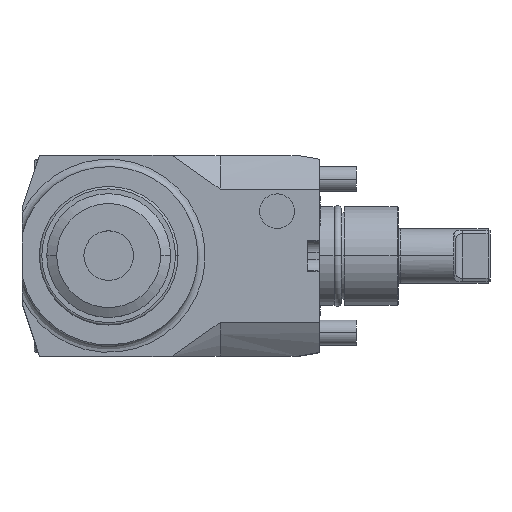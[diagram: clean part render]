
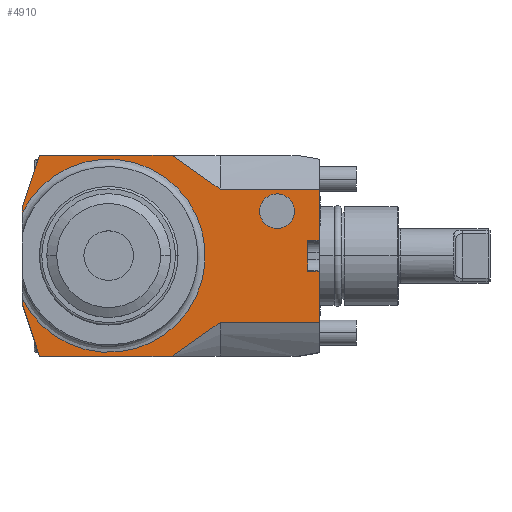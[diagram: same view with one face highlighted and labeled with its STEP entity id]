
A CAD part, top view. The second image highlights one B-rep face of the part: STEP entity #4910.
In plain terms, the highlighted planar face has unit normal (0, 0, 1).
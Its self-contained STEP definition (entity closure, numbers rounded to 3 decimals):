
#109=DIRECTION('',(1.,0.,0.));
#110=VECTOR('',#109,53.623);
#111=CARTESIAN_POINT('',(-113.,40.5,55.));
#112=LINE('',#111,#110);
#254=DIRECTION('',(-1.,0.,0.));
#255=VECTOR('',#254,40.);
#256=CARTESIAN_POINT('',(0.,-26.955,55.));
#257=LINE('',#256,#255);
#258=CARTESIAN_POINT('',(-40.,-26.955,55.));
#259=CARTESIAN_POINT('',(-40.458,-27.334,55.));
#260=CARTESIAN_POINT('',(-41.381,-28.084,55.));
#261=CARTESIAN_POINT('',(-42.783,-29.189,55.));
#262=CARTESIAN_POINT('',(-44.201,-30.274,55.));
#263=CARTESIAN_POINT('',(-45.632,-31.339,55.));
#264=CARTESIAN_POINT('',(-47.074,-32.386,55.));
#265=CARTESIAN_POINT('',(-48.576,-33.451,55.));
#266=CARTESIAN_POINT('',(-50.19,-34.568,55.));
#267=CARTESIAN_POINT('',(-51.914,-35.734,55.));
#268=CARTESIAN_POINT('',(-53.74,-36.94,55.));
#269=CARTESIAN_POINT('',(-55.625,-38.156,55.));
#270=CARTESIAN_POINT('',(-57.527,-39.358,55.));
#271=CARTESIAN_POINT('',(-58.763,-40.123,55.));
#272=CARTESIAN_POINT('',(-59.377,-40.5,55.));
#274=DIRECTION('',(0.309,-0.951,0.));
#275=VECTOR('',#274,22.652);
#276=CARTESIAN_POINT('',(-120.,-18.956,55.));
#277=LINE('',#276,#275);
#278=CARTESIAN_POINT('',(-85.,0.,55.));
#279=DIRECTION('',(0.,0.,-1.));
#280=DIRECTION('',(-0.897,0.441,0.));
#281=AXIS2_PLACEMENT_3D('',#278,#279,#280);
#283=DIRECTION('',(-0.309,-0.951,0.));
#284=VECTOR('',#283,22.652);
#285=CARTESIAN_POINT('',(-113.,40.5,55.));
#286=LINE('',#285,#284);
#287=CARTESIAN_POINT('',(-59.377,40.5,55.));
#288=CARTESIAN_POINT('',(-58.764,40.124,55.));
#289=CARTESIAN_POINT('',(-57.528,39.358,55.));
#290=CARTESIAN_POINT('',(-55.628,38.158,55.));
#291=CARTESIAN_POINT('',(-53.745,36.943,55.));
#292=CARTESIAN_POINT('',(-51.92,35.738,55.));
#293=CARTESIAN_POINT('',(-50.196,34.572,55.));
#294=CARTESIAN_POINT('',(-48.581,33.455,55.));
#295=CARTESIAN_POINT('',(-47.079,32.39,55.));
#296=CARTESIAN_POINT('',(-45.635,31.341,55.));
#297=CARTESIAN_POINT('',(-44.203,30.275,55.));
#298=CARTESIAN_POINT('',(-42.785,29.19,55.));
#299=CARTESIAN_POINT('',(-41.382,28.085,55.));
#300=CARTESIAN_POINT('',(-40.458,27.334,55.));
#301=CARTESIAN_POINT('',(-40.,26.955,55.));
#303=DIRECTION('',(-1.,0.,0.));
#304=VECTOR('',#303,40.);
#305=CARTESIAN_POINT('',(0.,26.955,55.));
#306=LINE('',#305,#304);
#307=DIRECTION('',(-1.,0.,0.));
#308=VECTOR('',#307,4.7);
#309=CARTESIAN_POINT('',(0.,6.25,55.));
#310=LINE('',#309,#308);
#311=DIRECTION('',(0.,1.,0.));
#312=VECTOR('',#311,12.5);
#313=CARTESIAN_POINT('',(-4.7,-6.25,55.));
#314=LINE('',#313,#312);
#315=DIRECTION('',(-1.,0.,0.));
#316=VECTOR('',#315,4.7);
#317=CARTESIAN_POINT('',(0.,-6.25,55.));
#318=LINE('',#317,#316);
#319=CARTESIAN_POINT('',(-17.,18.,55.));
#320=DIRECTION('',(0.,0.,-1.));
#321=DIRECTION('',(0.,1.,0.));
#322=AXIS2_PLACEMENT_3D('',#319,#320,#321);
#324=CARTESIAN_POINT('',(-17.,18.,55.));
#325=DIRECTION('',(0.,0.,-1.));
#326=DIRECTION('',(0.,-1.,0.));
#327=AXIS2_PLACEMENT_3D('',#324,#325,#326);
#360=DIRECTION('',(1.,0.,0.));
#361=VECTOR('',#360,53.623);
#362=CARTESIAN_POINT('',(-113.,-40.5,55.));
#363=LINE('',#362,#361);
#699=DIRECTION('',(0.,1.,0.));
#700=VECTOR('',#699,1.752);
#701=CARTESIAN_POINT('',(-120.,17.205,55.));
#702=LINE('',#701,#700);
#715=DIRECTION('',(0.,1.,0.));
#716=VECTOR('',#715,1.752);
#717=CARTESIAN_POINT('',(-120.,-18.956,55.));
#718=LINE('',#717,#716);
#973=CARTESIAN_POINT('',(-120.,-17.205,55.));
#1007=CARTESIAN_POINT('',(-120.,17.205,55.));
#1825=DIRECTION('',(0.,-1.,0.));
#1826=VECTOR('',#1825,20.705);
#1827=CARTESIAN_POINT('',(0.,-6.25,55.));
#1828=LINE('',#1827,#1826);
#1869=DIRECTION('',(0.,-1.,0.));
#1870=VECTOR('',#1869,20.705);
#1871=CARTESIAN_POINT('',(0.,26.955,55.));
#1872=LINE('',#1871,#1870);
#3850=CARTESIAN_POINT('',(0.,-6.25,55.));
#3852=VERTEX_POINT('',#3850);
#3858=CARTESIAN_POINT('',(0.,6.25,55.));
#3860=VERTEX_POINT('',#3858);
#3862=CARTESIAN_POINT('',(-4.7,-6.25,55.));
#3863=CARTESIAN_POINT('',(-4.7,6.25,55.));
#3864=VERTEX_POINT('',#3862);
#3865=VERTEX_POINT('',#3863);
#3866=CARTESIAN_POINT('',(0.,26.955,55.));
#3867=VERTEX_POINT('',#3866);
#3868=CARTESIAN_POINT('',(0.,-26.955,55.));
#3869=VERTEX_POINT('',#3868);
#4135=CARTESIAN_POINT('',(-120.,18.956,55.));
#4137=VERTEX_POINT('',#4135);
#4139=CARTESIAN_POINT('',(-120.,-18.956,55.));
#4141=VERTEX_POINT('',#4139);
#4142=CARTESIAN_POINT('',(-113.,-40.5,55.));
#4144=VERTEX_POINT('',#4142);
#4147=CARTESIAN_POINT('',(-113.,40.5,55.));
#4149=VERTEX_POINT('',#4147);
#4150=VERTEX_POINT('',#973);
#4154=CARTESIAN_POINT('',(-59.377,-40.5,55.));
#4155=VERTEX_POINT('',#4154);
#4156=CARTESIAN_POINT('',(-59.377,40.5,55.));
#4157=VERTEX_POINT('',#4156);
#4158=VERTEX_POINT('',#1007);
#4176=CARTESIAN_POINT('',(-40.,-26.955,55.));
#4178=VERTEX_POINT('',#4176);
#4184=CARTESIAN_POINT('',(-40.,26.955,55.));
#4186=VERTEX_POINT('',#4184);
#4451=CARTESIAN_POINT('',(-17.,25.,55.));
#4452=CARTESIAN_POINT('',(-17.,11.,55.));
#4453=VERTEX_POINT('',#4451);
#4454=VERTEX_POINT('',#4452);
#4868=CARTESIAN_POINT('',(-40.,40.5,55.));
#4869=DIRECTION('',(0.,0.,-1.));
#4870=DIRECTION('',(0.,-1.,0.));
#4871=AXIS2_PLACEMENT_3D('',#4868,#4869,#4870);
#4872=PLANE('',#4871);
#4874=ORIENTED_EDGE('',*,*,#4873,.T.);
#4876=ORIENTED_EDGE('',*,*,#4875,.T.);
#4878=ORIENTED_EDGE('',*,*,#4877,.F.);
#4880=ORIENTED_EDGE('',*,*,#4879,.F.);
#4882=ORIENTED_EDGE('',*,*,#4881,.T.);
#4884=ORIENTED_EDGE('',*,*,#4883,.F.);
#4886=ORIENTED_EDGE('',*,*,#4885,.T.);
#4888=ORIENTED_EDGE('',*,*,#4887,.F.);
#4889=ORIENTED_EDGE('',*,*,#4767,.T.);
#4890=ORIENTED_EDGE('',*,*,#4862,.T.);
#4891=ORIENTED_EDGE('',*,*,#4851,.F.);
#4893=ORIENTED_EDGE('',*,*,#4892,.T.);
#4895=ORIENTED_EDGE('',*,*,#4894,.T.);
#4897=ORIENTED_EDGE('',*,*,#4896,.F.);
#4899=ORIENTED_EDGE('',*,*,#4898,.F.);
#4901=ORIENTED_EDGE('',*,*,#4900,.T.);
#4902=EDGE_LOOP('',(#4874,#4876,#4878,#4880,#4882,#4884,#4886,#4888,#4889,#4890,
#4891,#4893,#4895,#4897,#4899,#4901));
#4903=FACE_OUTER_BOUND('',#4902,.F.);
#4905=ORIENTED_EDGE('',*,*,#4904,.F.);
#4907=ORIENTED_EDGE('',*,*,#4906,.F.);
#4908=EDGE_LOOP('',(#4905,#4907));
#4909=FACE_BOUND('',#4908,.F.);
#4910=ADVANCED_FACE('',(#4903,#4909),#4872,.F.);
#273=B_SPLINE_CURVE_WITH_KNOTS('',3,(#258,#259,#260,#261,#262,#263,#264,#265,
#266,#267,#268,#269,#270,#271,#272),.UNSPECIFIED.,.F.,.F.,(4,1,1,1,1,1,1,1,1,1,
1,1,4),(0.,0.083,0.167,0.25,0.333,
0.417,0.5,0.583,0.667,0.75,
0.833,0.917,1.),.UNSPECIFIED.);
#282=CIRCLE('',#281,39.);
#302=B_SPLINE_CURVE_WITH_KNOTS('',3,(#287,#288,#289,#290,#291,#292,#293,#294,
#295,#296,#297,#298,#299,#300,#301),.UNSPECIFIED.,.F.,.F.,(4,1,1,1,1,1,1,1,1,1,
1,1,4),(0.,0.083,0.167,0.25,0.333,
0.417,0.5,0.583,0.667,0.75,
0.833,0.917,1.),.UNSPECIFIED.);
#323=CIRCLE('',#322,7.);
#328=CIRCLE('',#327,7.);
#4767=EDGE_CURVE('',#4149,#4157,#112,.T.);
#4851=EDGE_CURVE('',#3867,#4186,#306,.T.);
#4862=EDGE_CURVE('',#4157,#4186,#302,.T.);
#4873=EDGE_CURVE('',#3869,#4178,#257,.T.);
#4875=EDGE_CURVE('',#4178,#4155,#273,.T.);
#4877=EDGE_CURVE('',#4144,#4155,#363,.T.);
#4879=EDGE_CURVE('',#4141,#4144,#277,.T.);
#4881=EDGE_CURVE('',#4141,#4150,#718,.T.);
#4883=EDGE_CURVE('',#4158,#4150,#282,.T.);
#4885=EDGE_CURVE('',#4158,#4137,#702,.T.);
#4887=EDGE_CURVE('',#4149,#4137,#286,.T.);
#4892=EDGE_CURVE('',#3867,#3860,#1872,.T.);
#4894=EDGE_CURVE('',#3860,#3865,#310,.T.);
#4896=EDGE_CURVE('',#3864,#3865,#314,.T.);
#4898=EDGE_CURVE('',#3852,#3864,#318,.T.);
#4900=EDGE_CURVE('',#3852,#3869,#1828,.T.);
#4904=EDGE_CURVE('',#4453,#4454,#323,.T.);
#4906=EDGE_CURVE('',#4454,#4453,#328,.T.);
